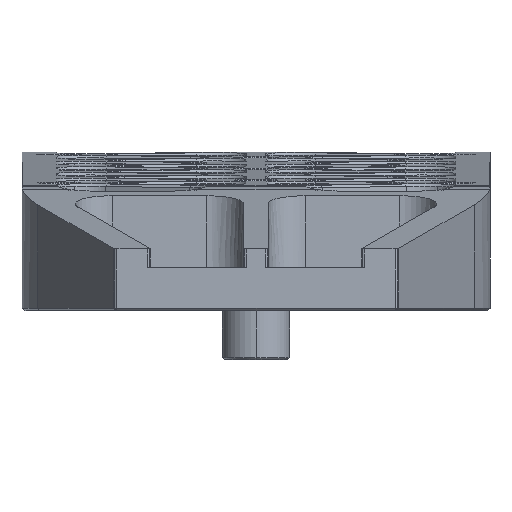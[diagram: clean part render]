
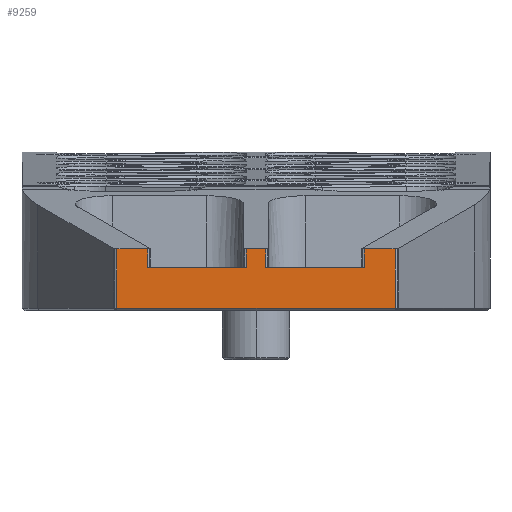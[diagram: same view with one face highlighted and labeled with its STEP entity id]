
A CAD part, left-side view. The second image highlights one B-rep face of the part: STEP entity #9259.
In plain terms, the highlighted free-form (B-spline) face has degree [1, 1] with [2, 2] control points.
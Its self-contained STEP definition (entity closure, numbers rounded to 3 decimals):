
#681 = VERTEX_POINT('',#682);
#682 = CARTESIAN_POINT('',(0.,-47.255,-20.779));
#5543 = VERTEX_POINT('',#5544);
#5544 = CARTESIAN_POINT('',(0.,-43.365,-13.26));
#5561 = VERTEX_POINT('',#5562);
#5562 = CARTESIAN_POINT('',(0.,-43.365,-15.6));
#5568 = EDGE_CURVE('',#5561,#5543,#5569,.T.);
#5569 = B_SPLINE_CURVE_WITH_KNOTS('',1,(#5570,#5571),.UNSPECIFIED.,.F.,
  .F.,(2,2),(-12.7,-10.795),.PIECEWISE_BEZIER_KNOTS.);
#5570 = CARTESIAN_POINT('',(0.,-43.365,-15.6));
#5571 = CARTESIAN_POINT('',(0.,-43.365,-13.26));
#5584 = VERTEX_POINT('',#5585);
#5585 = CARTESIAN_POINT('',(0.,-30.888,-15.6));
#5601 = VERTEX_POINT('',#5602);
#5602 = CARTESIAN_POINT('',(0.,-30.888,-13.26));
#5609 = EDGE_CURVE('',#5601,#5584,#5610,.T.);
#5610 = B_SPLINE_CURVE_WITH_KNOTS('',1,(#5611,#5612),.UNSPECIFIED.,.F.,
  .F.,(2,2),(10.795,12.7),.PIECEWISE_BEZIER_KNOTS.);
#5611 = CARTESIAN_POINT('',(0.,-30.888,-13.26));
#5612 = CARTESIAN_POINT('',(0.,-30.888,-15.6));
#5625 = VERTEX_POINT('',#5626);
#5626 = CARTESIAN_POINT('',(0.,-28.392,-13.26));
#5643 = VERTEX_POINT('',#5644);
#5644 = CARTESIAN_POINT('',(0.,-28.392,-15.6));
#5650 = EDGE_CURVE('',#5643,#5625,#5651,.T.);
#5651 = B_SPLINE_CURVE_WITH_KNOTS('',1,(#5652,#5653),.UNSPECIFIED.,.F.,
  .F.,(2,2),(-12.7,-10.795),.PIECEWISE_BEZIER_KNOTS.);
#5652 = CARTESIAN_POINT('',(0.,-28.392,-15.6));
#5653 = CARTESIAN_POINT('',(0.,-28.392,-13.26));
#5666 = VERTEX_POINT('',#5667);
#5667 = CARTESIAN_POINT('',(0.,-15.915,-15.6));
#5683 = VERTEX_POINT('',#5684);
#5684 = CARTESIAN_POINT('',(0.,-15.915,-13.26));
#5691 = EDGE_CURVE('',#5683,#5666,#5692,.T.);
#5692 = B_SPLINE_CURVE_WITH_KNOTS('',1,(#5693,#5694),.UNSPECIFIED.,.F.,
  .F.,(2,2),(10.795,12.7),.PIECEWISE_BEZIER_KNOTS.);
#5693 = CARTESIAN_POINT('',(0.,-15.915,-13.26));
#5694 = CARTESIAN_POINT('',(0.,-15.915,-15.6));
#6550 = VERTEX_POINT('',#6551);
#6551 = CARTESIAN_POINT('',(0.,-12.024,-13.26));
#6566 = VERTEX_POINT('',#6567);
#6567 = CARTESIAN_POINT('',(0.,-12.024,-20.779));
#6573 = EDGE_CURVE('',#6566,#6550,#6574,.T.);
#6574 = B_SPLINE_CURVE_WITH_KNOTS('',1,(#6575,#6576),.UNSPECIFIED.,.F.,
  .F.,(2,2),(-16.916,-10.795),.PIECEWISE_BEZIER_KNOTS.);
#6575 = CARTESIAN_POINT('',(0.,-12.024,-20.779));
#6576 = CARTESIAN_POINT('',(0.,-12.024,-13.26));
#6691 = VERTEX_POINT('',#6692);
#6692 = CARTESIAN_POINT('',(0.,-47.255,-13.26));
#6699 = EDGE_CURVE('',#6691,#681,#6700,.T.);
#6700 = B_SPLINE_CURVE_WITH_KNOTS('',1,(#6701,#6702),.UNSPECIFIED.,.F.,
  .F.,(2,2),(10.795,16.916),.PIECEWISE_BEZIER_KNOTS.);
#6701 = CARTESIAN_POINT('',(0.,-47.255,-13.26));
#6702 = CARTESIAN_POINT('',(0.,-47.255,-20.779));
#9259 = ADVANCED_FACE('',(#9260),#9298,.T.);
#9260 = FACE_BOUND('',#9261,.T.);
#9261 = EDGE_LOOP('',(#9262,#9267,#9268,#9273,#9274,#9279,#9280,#9285,
    #9286,#9291,#9292,#9297));
#9262 = ORIENTED_EDGE('',*,*,#9263,.F.);
#9263 = EDGE_CURVE('',#681,#6566,#9264,.T.);
#9264 = B_SPLINE_CURVE_WITH_KNOTS('',1,(#9265,#9266),.UNSPECIFIED.,.F.,
  .F.,(2,2),(-7.038,21.643),.PIECEWISE_BEZIER_KNOTS.);
#9265 = CARTESIAN_POINT('',(0.,-47.255,-20.779));
#9266 = CARTESIAN_POINT('',(0.,-12.024,-20.779));
#9267 = ORIENTED_EDGE('',*,*,#6699,.F.);
#9268 = ORIENTED_EDGE('',*,*,#9269,.T.);
#9269 = EDGE_CURVE('',#6691,#5543,#9270,.T.);
#9270 = B_SPLINE_CURVE_WITH_KNOTS('',1,(#9271,#9272),.UNSPECIFIED.,.F.,
  .F.,(2,2),(5.027,8.194),.PIECEWISE_BEZIER_KNOTS.);
#9271 = CARTESIAN_POINT('',(0.,-47.255,-13.26));
#9272 = CARTESIAN_POINT('',(0.,-43.365,-13.26));
#9273 = ORIENTED_EDGE('',*,*,#5568,.F.);
#9274 = ORIENTED_EDGE('',*,*,#9275,.T.);
#9275 = EDGE_CURVE('',#5561,#5584,#9276,.T.);
#9276 = B_SPLINE_CURVE_WITH_KNOTS('',1,(#9277,#9278),.UNSPECIFIED.,.F.,
  .F.,(2,2),(1.107,11.265),.PIECEWISE_BEZIER_KNOTS.);
#9277 = CARTESIAN_POINT('',(0.,-43.365,-15.6));
#9278 = CARTESIAN_POINT('',(0.,-30.888,-15.6));
#9279 = ORIENTED_EDGE('',*,*,#5609,.F.);
#9280 = ORIENTED_EDGE('',*,*,#9281,.T.);
#9281 = EDGE_CURVE('',#5601,#5625,#9282,.T.);
#9282 = B_SPLINE_CURVE_WITH_KNOTS('',1,(#9283,#9284),.UNSPECIFIED.,.F.,
  .F.,(2,2),(18.352,20.384),.PIECEWISE_BEZIER_KNOTS.);
#9283 = CARTESIAN_POINT('',(0.,-30.888,-13.26));
#9284 = CARTESIAN_POINT('',(0.,-28.392,-13.26));
#9285 = ORIENTED_EDGE('',*,*,#5650,.F.);
#9286 = ORIENTED_EDGE('',*,*,#9287,.T.);
#9287 = EDGE_CURVE('',#5643,#5666,#9288,.T.);
#9288 = B_SPLINE_CURVE_WITH_KNOTS('',1,(#9289,#9290),.UNSPECIFIED.,.F.,
  .F.,(2,2),(3.34,13.498),.PIECEWISE_BEZIER_KNOTS.);
#9289 = CARTESIAN_POINT('',(0.,-28.392,-15.6));
#9290 = CARTESIAN_POINT('',(0.,-15.915,-15.6));
#9291 = ORIENTED_EDGE('',*,*,#5691,.F.);
#9292 = ORIENTED_EDGE('',*,*,#9293,.T.);
#9293 = EDGE_CURVE('',#5683,#6550,#9294,.T.);
#9294 = B_SPLINE_CURVE_WITH_KNOTS('',1,(#9295,#9296),.UNSPECIFIED.,.F.,
  .F.,(2,2),(30.541,33.708),.PIECEWISE_BEZIER_KNOTS.);
#9295 = CARTESIAN_POINT('',(0.,-15.915,-13.26));
#9296 = CARTESIAN_POINT('',(0.,-12.024,-13.26));
#9297 = ORIENTED_EDGE('',*,*,#6573,.F.);
#9298 = B_SPLINE_SURFACE_WITH_KNOTS('',1,1,(
    (#9299,#9300)
    ,(#9301,#9302
    )),.UNSPECIFIED.,.F.,.F.,.F.,(2,2),(2,2),(-16.916,-10.795),(
    0.264,28.946),.PIECEWISE_BEZIER_KNOTS.);
#9299 = CARTESIAN_POINT('',(0.,-47.255,-20.779));
#9300 = CARTESIAN_POINT('',(0.,-12.024,-20.779));
#9301 = CARTESIAN_POINT('',(0.,-47.255,-13.26));
#9302 = CARTESIAN_POINT('',(0.,-12.024,-13.26));
